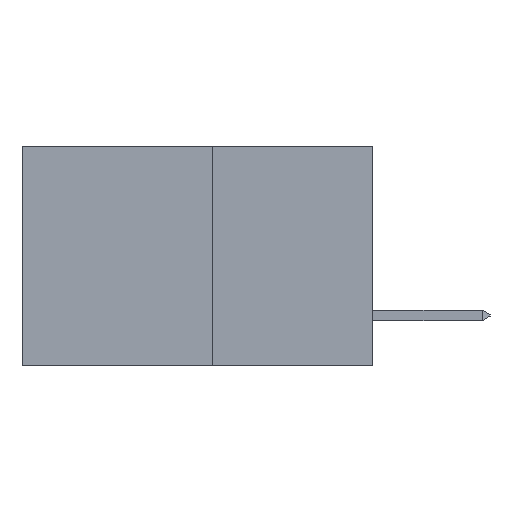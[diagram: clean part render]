
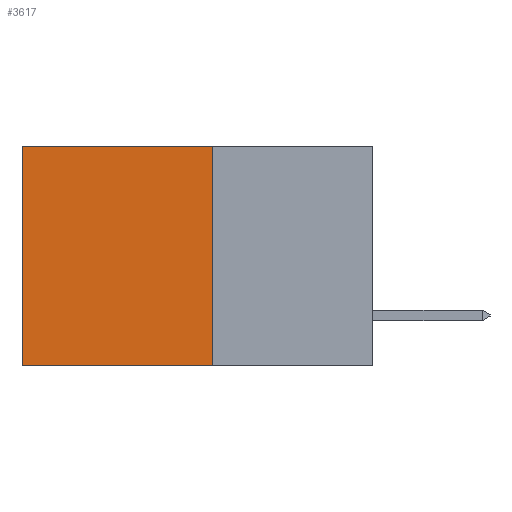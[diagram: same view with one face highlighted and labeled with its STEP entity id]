
A CAD part, left-side view. The second image highlights one B-rep face of the part: STEP entity #3617.
In plain terms, the highlighted planar face has unit normal (-1, 0, 0).
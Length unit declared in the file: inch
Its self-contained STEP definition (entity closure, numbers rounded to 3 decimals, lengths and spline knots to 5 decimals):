
#231 = VECTOR ( 'NONE', #9039, 39.37008 ) ;
#539 = CARTESIAN_POINT ( 'NONE',  ( 0.277, 0.27, -0.37 ) ) ;
#672 = LINE ( 'NONE', #6560, #2661 ) ;
#823 = VERTEX_POINT ( 'NONE', #539 ) ;
#863 = CARTESIAN_POINT ( 'NONE',  ( 0.277, 0.27, 0. ) ) ;
#1405 = LINE ( 'NONE', #3688, #5222 ) ;
#1772 = CARTESIAN_POINT ( 'NONE',  ( 0.277, 0.27, -0.37 ) ) ;
#1967 = DIRECTION ( 'NONE',  ( 0., 0., -1. ) ) ;
#2223 = LINE ( 'NONE', #1772, #231 ) ;
#2233 = FACE_OUTER_BOUND ( 'NONE', #4134, .T. ) ;
#2661 = VECTOR ( 'NONE', #1967, 39.37008 ) ;
#3016 = AXIS2_PLACEMENT_3D ( 'NONE', #5100, #4764, #4930 ) ;
#3516 = DIRECTION ( 'NONE',  ( 0., 1., 0. ) ) ;
#3617 = ADVANCED_FACE ( 'NONE', ( #2233 ), #5203, .F. ) ;
#3627 = CARTESIAN_POINT ( 'NONE',  ( 0.277, 0.59, 0. ) ) ;
#3688 = CARTESIAN_POINT ( 'NONE',  ( 0.277, 0.27, 0. ) ) ;
#3816 = LINE ( 'NONE', #4938, #5932 ) ;
#3960 = ORIENTED_EDGE ( 'NONE', *, *, #5158, .T. ) ;
#3973 = EDGE_CURVE ( 'NONE', #823, #5302, #2223, .T. ) ;
#4134 = EDGE_LOOP ( 'NONE', ( #7621, #4992, #7303, #3960 ) ) ;
#4764 = DIRECTION ( 'NONE',  ( 1., 0., 0. ) ) ;
#4876 = DIRECTION ( 'NONE',  ( 0., 0., -1. ) ) ;
#4930 = DIRECTION ( 'NONE',  ( 0., 0., -1. ) ) ;
#4938 = CARTESIAN_POINT ( 'NONE',  ( 0.277, 0.27, -0.37 ) ) ;
#4992 = ORIENTED_EDGE ( 'NONE', *, *, #3973, .F. ) ;
#5100 = CARTESIAN_POINT ( 'NONE',  ( 0.277, 0.27, -0.37 ) ) ;
#5158 = EDGE_CURVE ( 'NONE', #8337, #5466, #1405, .T. ) ;
#5203 = PLANE ( 'NONE',  #3016 ) ;
#5222 = VECTOR ( 'NONE', #3516, 39.37008 ) ;
#5302 = VERTEX_POINT ( 'NONE', #7254 ) ;
#5466 = VERTEX_POINT ( 'NONE', #3627 ) ;
#5851 = EDGE_CURVE ( 'NONE', #5466, #5302, #672, .T. ) ;
#5932 = VECTOR ( 'NONE', #4876, 39.37008 ) ;
#6560 = CARTESIAN_POINT ( 'NONE',  ( 0.277, 0.59, -0.37 ) ) ;
#7254 = CARTESIAN_POINT ( 'NONE',  ( 0.277, 0.59, -0.37 ) ) ;
#7303 = ORIENTED_EDGE ( 'NONE', *, *, #8587, .F. ) ;
#7621 = ORIENTED_EDGE ( 'NONE', *, *, #5851, .T. ) ;
#8337 = VERTEX_POINT ( 'NONE', #863 ) ;
#8587 = EDGE_CURVE ( 'NONE', #8337, #823, #3816, .T. ) ;
#9039 = DIRECTION ( 'NONE',  ( 0., 1., 0. ) ) ;
